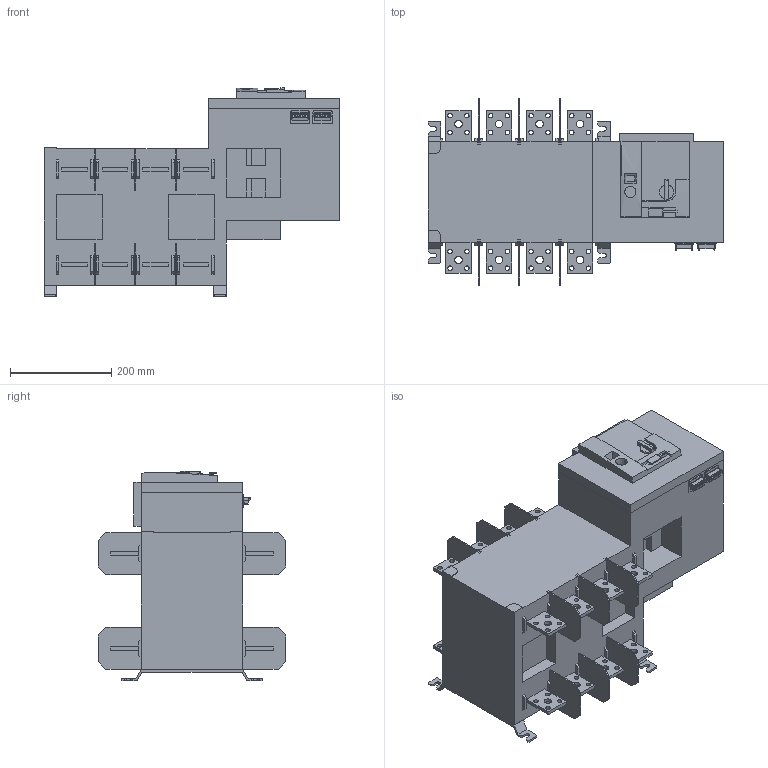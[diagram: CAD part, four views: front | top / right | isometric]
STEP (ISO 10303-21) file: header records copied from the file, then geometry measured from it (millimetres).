
FILE_DESCRIPTION((''),'2;1');
FILE_NAME('95233080_ASM','2024-10-14T08:51:36',('klemen.sitar'),('Audax d.o.o.'),'CREO PARAMETRIC BY PTC INC, 2021304','CREO PARAMETRIC BY PTC INC, 2021304','');
FILE_SCHEMA(('AP242_MANAGED_MODEL_BASED_3D_ENGINEERING_MIM_LF { 1 0 10303 442 1 1 4 }'));
Products named in the file (25): 95233080_01; 95233080_03; 95233080_04; 95233080_05; 95233080_06; 95233080_07; 95233080_08; 95233080_09; 95233080_10; 95233080_11; 95233080_12; 95233080_13; PRT0009; PRT0012; PRT0013; PRT0014; PRT0015; 95234080_04; 95234080_06; 95234080_13; 95234080_16; 123; 95234080_07; PRT0016; 95233080_ASM
Assembly tree (24 placements, depth 2):
  95233080_ASM
    95233080_01
    95233080_03
    95233080_04
    95233080_05
    95233080_06
    95233080_07
    95233080_08
    95233080_09
    95233080_10
    95233080_11
    95233080_12
    95233080_13
    PRT0009
    PRT0012
    PRT0013
    PRT0014
    PRT0015
    95234080_04
    95234080_06
    95234080_13
    95234080_16
    123
    95234080_07
    PRT0016
Bounding box: 583.84 x 370 x 412.71 mm (x, y, z)
Volume: 31306698.7 mm3; surface area: 1309199.2 mm2
Topology: 40 solids, 40 shells, 1399 faces, 3833 edges, 2633 vertices
Faces by surface type: plane 1110, cylinder 276, cone 10, bspline 2, extrusion 1
Entity records: 69052 total; most frequent: CARTESIAN_POINT 8419, ORIENTED_EDGE 7666, DIRECTION 7538, PRESENTATION_STYLE_ASSIGNMENT 5273, STYLED_ITEM 5273, CURVE_STYLE 3834, EDGE_CURVE 3833, VECTOR 2924
